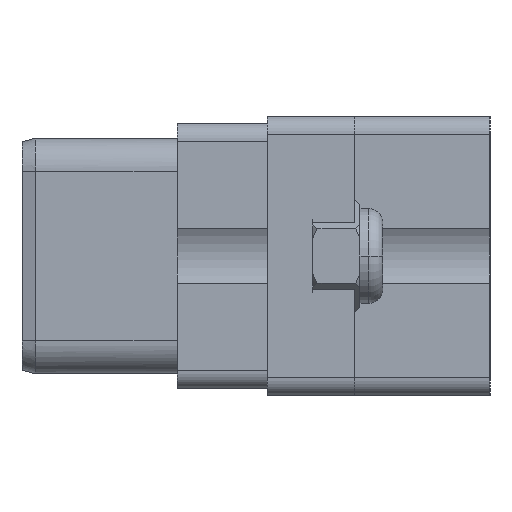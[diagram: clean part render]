
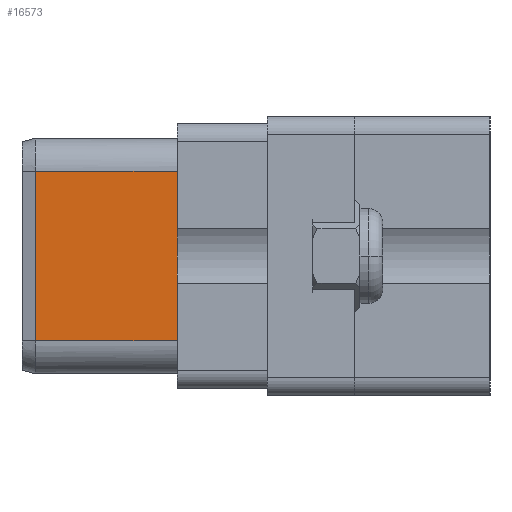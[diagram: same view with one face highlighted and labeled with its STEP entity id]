
A CAD part, left-side view. The second image highlights one B-rep face of the part: STEP entity #16573.
In plain terms, the highlighted planar face has unit normal (-1, 0.011, 0).
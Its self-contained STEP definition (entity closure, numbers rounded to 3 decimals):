
#2018=DIRECTION('',(-0.011,-1.,0.));
#2019=VECTOR('',#2018,8.075);
#2020=CARTESIAN_POINT('',(-36.079,8.09,-4.825));
#2021=LINE('',#2020,#2019);
#2054=CARTESIAN_POINT('',(-36.17,0.015,-4.825));
#2056=DIRECTION('',(0.,0.,1.));
#2057=VECTOR('',#2056,9.65);
#2058=CARTESIAN_POINT('',(-36.079,8.09,-4.825));
#2059=LINE('',#2058,#2057);
#2060=DIRECTION('',(-0.011,-1.,0.));
#2061=VECTOR('',#2060,8.075);
#2062=CARTESIAN_POINT('',(-36.079,8.09,4.825));
#2063=LINE('',#2062,#2061);
#2164=CARTESIAN_POINT('',(-36.17,0.015,4.825));
#2213=DIRECTION('',(0.,0.,1.));
#2214=VECTOR('',#2213,9.65);
#2215=CARTESIAN_POINT('',(-36.17,0.015,-4.825));
#2216=LINE('',#2215,#2214);
#11732=VERTEX_POINT('',#2054);
#11734=VERTEX_POINT('',#2164);
#11753=CARTESIAN_POINT('',(-36.079,8.09,-4.825));
#11754=VERTEX_POINT('',#11753);
#11755=CARTESIAN_POINT('',(-36.079,8.09,4.825));
#11756=VERTEX_POINT('',#11755);
#16560=CARTESIAN_POINT('',(-36.07,8.85,6.705));
#16561=DIRECTION('',(-1.,0.011,0.));
#16562=DIRECTION('',(-0.011,-1.,0.));
#16563=AXIS2_PLACEMENT_3D('',#16560,#16561,#16562);
#16564=PLANE('',#16563);
#16565=ORIENTED_EDGE('',*,*,#16553,.F.);
#16566=ORIENTED_EDGE('',*,*,#16383,.T.);
#16568=ORIENTED_EDGE('',*,*,#16567,.T.);
#16570=ORIENTED_EDGE('',*,*,#16569,.F.);
#16571=EDGE_LOOP('',(#16565,#16566,#16568,#16570));
#16572=FACE_OUTER_BOUND('',#16571,.F.);
#16573=ADVANCED_FACE('',(#16572),#16564,.T.);
#16383=EDGE_CURVE('',#11754,#11756,#2059,.T.);
#16553=EDGE_CURVE('',#11754,#11732,#2021,.T.);
#16567=EDGE_CURVE('',#11756,#11734,#2063,.T.);
#16569=EDGE_CURVE('',#11732,#11734,#2216,.T.);
